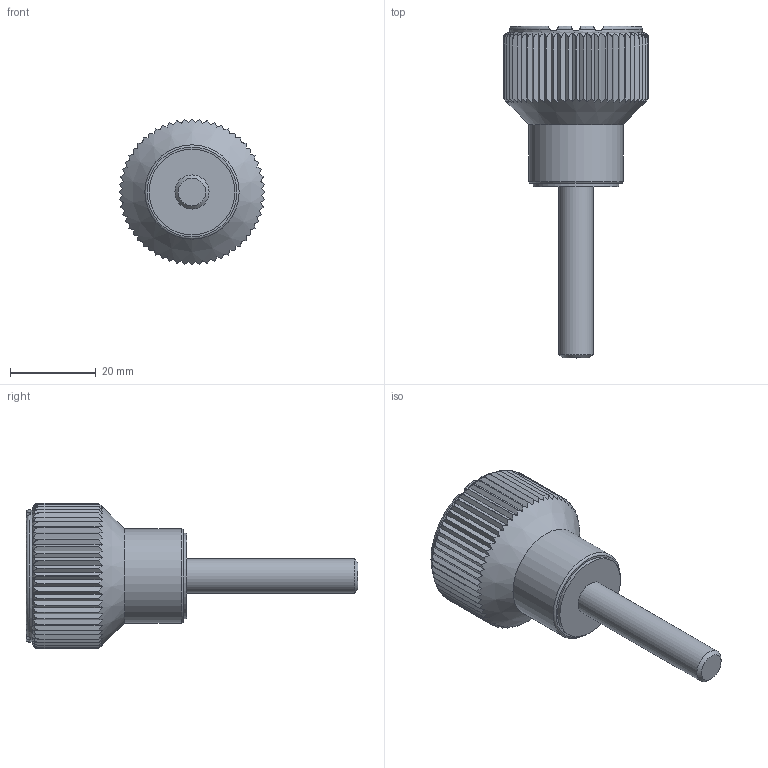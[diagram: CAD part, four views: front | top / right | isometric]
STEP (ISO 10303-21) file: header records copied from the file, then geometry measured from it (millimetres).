
FILE_DESCRIPTION( ( 'STEP AP214' ), '1' );
FILE_NAME( 'K0277.3087X40.stp', '2020-11-27T11:34:00', ( '' ), ( '' ), ' ', 'PARTsolutions', ' ' );
FILE_SCHEMA( ( 'AUTOMOTIVE_DESIGN { 1 0 10303 214 1 1 1 1 }' ) );
Length unit declared in the file: millimetre
Products named in the file (1): _K0277.3087X40
Bounding box: 34 x 77.5 x 34 mm (x, y, z)
Volume: 25581.4 mm3; surface area: 6268.6 mm2
Topology: 1 solids, 1 shells, 204 faces, 597 edges, 397 vertices
Faces by surface type: plane 127, cylinder 67, torus 8, cone 2
Full cylindrical faces by diameter (mm): 8 x1, 20 x1, 22 x1, 31 x1
Entity records: 9432 total; most frequent: CARTESIAN_POINT 2801, ORIENTED_EDGE 1170, DIRECTION 878, EDGE_CURVE 585, VERTEX_POINT 393, AXIS2_PLACEMENT_3D 346, B_SPLINE_CURVE_WITH_KNOTS 258, EDGE_LOOP 214
